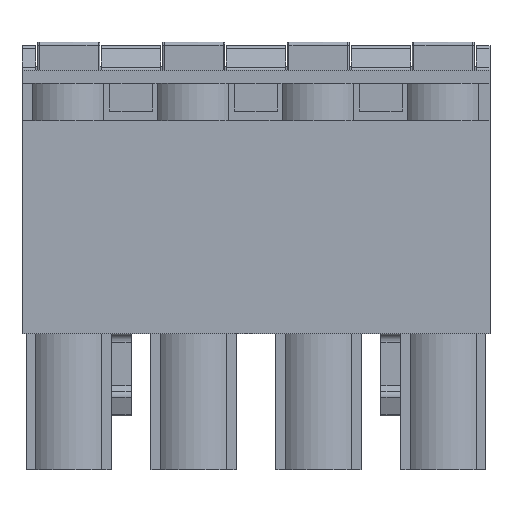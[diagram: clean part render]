
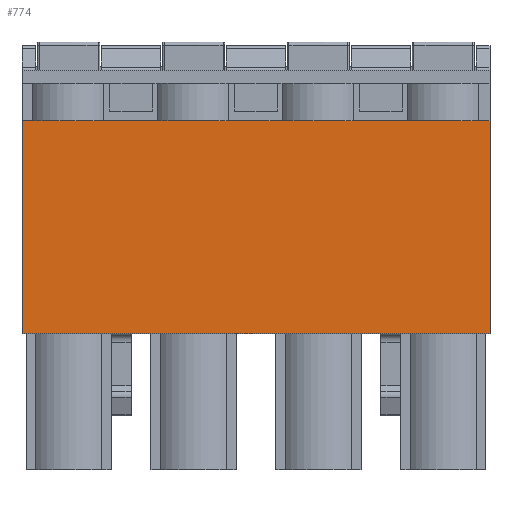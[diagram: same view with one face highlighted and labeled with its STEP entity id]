
A CAD part, front view. The second image highlights one B-rep face of the part: STEP entity #774.
In plain terms, the highlighted planar face has unit normal (0, -1, 0).
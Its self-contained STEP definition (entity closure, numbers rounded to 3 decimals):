
#774 = ADVANCED_FACE( '', ( #2079 ), #2080, .F. );
#2079 = FACE_OUTER_BOUND( '', #4874, .T. );
#2080 = PLANE( '', #4875 );
#4874 = EDGE_LOOP( '', ( #10318, #10319, #10320, #10321 ) );
#4875 = AXIS2_PLACEMENT_3D( '', #10322, #10323, #10324 );
#10318 = ORIENTED_EDGE( '', *, *, #14605, .F. );
#10319 = ORIENTED_EDGE( '', *, *, #14606, .F. );
#10320 = ORIENTED_EDGE( '', *, *, #14607, .F. );
#10321 = ORIENTED_EDGE( '', *, *, #14608, .F. );
#10322 = CARTESIAN_POINT( '', ( -2.54, 0., 16.1 ) );
#10323 = DIRECTION( '', ( 0., 1., 0. ) );
#10324 = DIRECTION( '', ( 1., 0., 0. ) );
#14605 = EDGE_CURVE( '', #16801, #16802, #16803, .T. );
#14606 = EDGE_CURVE( 'NONE', #16804, #16801, #16805, .F. );
#14607 = EDGE_CURVE( 'NONE', #16806, #16804, #16807, .T. );
#14608 = EDGE_CURVE( 'NONE', #16802, #16806, #16808, .T. );
#16801 = VERTEX_POINT( 'NONE', #19994 );
#16802 = VERTEX_POINT( 'NONE', #19995 );
#16803 = LINE( '', #19996, #19997 );
#16804 = VERTEX_POINT( 'NONE', #19998 );
#16805 = LINE( '', #19999, #20000 );
#16806 = VERTEX_POINT( 'NONE', #20001 );
#16807 = LINE( '', #20002, #20003 );
#16808 = LINE( '', #20004, #20005 );
#19994 = CARTESIAN_POINT( '', ( 25.71, 0., 0. ) );
#19995 = CARTESIAN_POINT( '', ( -2.85, 0., 0. ) );
#19996 = CARTESIAN_POINT( '', ( 0., 0., 0. ) );
#19997 = VECTOR( '', #23372, 1000. );
#19998 = CARTESIAN_POINT( '', ( 25.71, 0., 13. ) );
#19999 = CARTESIAN_POINT( '', ( 25.71, 0., 16.4 ) );
#20000 = VECTOR( '', #23373, 1000. );
#20001 = CARTESIAN_POINT( '', ( -2.85, 0., 13. ) );
#20002 = CARTESIAN_POINT( '', ( -0.04, 0., 13. ) );
#20003 = VECTOR( '', #23374, 1000. );
#20004 = CARTESIAN_POINT( '', ( -2.85, 0., 17.3 ) );
#20005 = VECTOR( '', #23375, 1000. );
#23372 = DIRECTION( '', ( -1., 0., 0. ) );
#23373 = DIRECTION( '', ( 0., 0., 1. ) );
#23374 = DIRECTION( '', ( 1., 0., 0. ) );
#23375 = DIRECTION( '', ( 0., 0., 1. ) );
